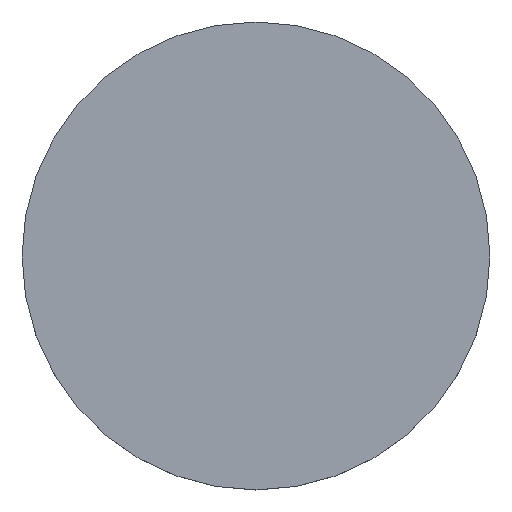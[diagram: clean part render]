
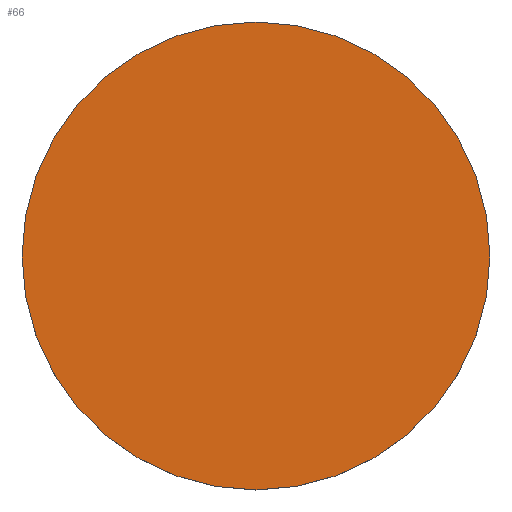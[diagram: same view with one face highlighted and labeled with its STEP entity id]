
A CAD part, top view. The second image highlights one B-rep face of the part: STEP entity #66.
In plain terms, the highlighted planar face has unit normal (0, 0, 1).
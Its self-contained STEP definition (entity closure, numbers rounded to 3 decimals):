
#6 = DIRECTION ( 'NONE',  ( 1., 0., 0. ) ) ;
#10 = EDGE_LOOP ( 'NONE', ( #78, #119 ) ) ;
#11 = DIRECTION ( 'NONE',  ( 1., 0., 0. ) ) ;
#34 = AXIS2_PLACEMENT_3D ( 'NONE', #90, #128, #6 ) ;
#41 = CARTESIAN_POINT ( 'NONE',  ( 0., 0., 0.55 ) ) ;
#43 = EDGE_CURVE ( 'NONE', #112, #115, #102, .T. ) ;
#51 = CARTESIAN_POINT ( 'NONE',  ( 0., 0., 0.55 ) ) ;
#62 = PLANE ( 'NONE',  #171 ) ;
#66 = ADVANCED_FACE ( 'NONE', ( #144 ), #62, .T. ) ;
#74 = CIRCLE ( 'NONE', #34, 7.5 ) ;
#75 = AXIS2_PLACEMENT_3D ( 'NONE', #51, #101, #11 ) ;
#78 = ORIENTED_EDGE ( 'NONE', *, *, #145, .T. ) ;
#85 = DIRECTION ( 'NONE',  ( 0., 0., 1. ) ) ;
#87 = CARTESIAN_POINT ( 'NONE',  ( -7.5, 0., 0.55 ) ) ;
#88 = DIRECTION ( 'NONE',  ( 1., 0., 0. ) ) ;
#90 = CARTESIAN_POINT ( 'NONE',  ( 0., 0., 0.55 ) ) ;
#101 = DIRECTION ( 'NONE',  ( 0., 0., 1. ) ) ;
#102 = CIRCLE ( 'NONE', #75, 7.5 ) ;
#112 = VERTEX_POINT ( 'NONE', #139 ) ;
#115 = VERTEX_POINT ( 'NONE', #87 ) ;
#119 = ORIENTED_EDGE ( 'NONE', *, *, #43, .T. ) ;
#128 = DIRECTION ( 'NONE',  ( 0., 0., 1. ) ) ;
#139 = CARTESIAN_POINT ( 'NONE',  ( 7.5, 0., 0.55 ) ) ;
#144 = FACE_OUTER_BOUND ( 'NONE', #10, .T. ) ;
#145 = EDGE_CURVE ( 'NONE', #115, #112, #74, .T. ) ;
#171 = AXIS2_PLACEMENT_3D ( 'NONE', #41, #85, #88 ) ;
